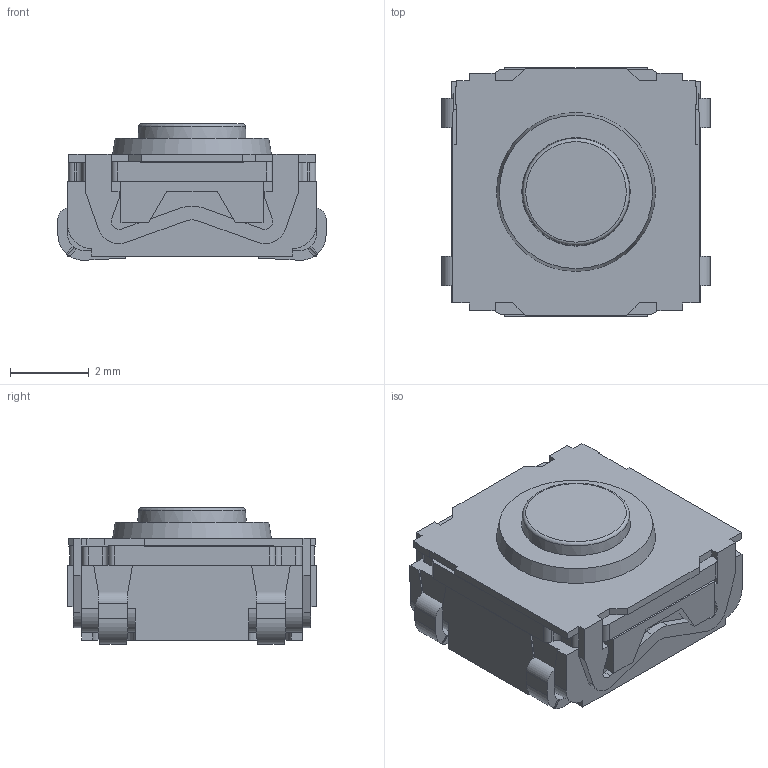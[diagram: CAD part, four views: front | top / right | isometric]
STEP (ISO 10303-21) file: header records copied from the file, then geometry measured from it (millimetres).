
FILE_DESCRIPTION(/* description */ (''),/* implementation_level */ '2;1');
FILE_NAME(/* name */ 'KSC3XXJ.step',/* time_stamp */ '2026-01-28T16:08:38+01:00',/* author */ (''),/* organization */ (''),/* preprocessor_version */ 'ST-DEVELOPER v20.1',/* originating_system */ 'Autodesk Translation Framework v14.21.0.0',/* authorisation */ '');
FILE_SCHEMA (('AUTOMOTIVE_DESIGN { 1 0 10303 214 3 1 1 }'));
Length unit declared in the file: millimetre
Products named in the file (5): KSC3XXJ; KSC3_body; KSC3_button; KSC3_cover; KSC31J_pin
Assembly tree (7 placements, depth 2):
  KSC3XXJ
    KSC3_body
    KSC3_button
    KSC3_cover
    KSC31J_pin  x4
Bounding box: 6.8 x 6.3 x 3.46 mm (x, y, z)
Volume: 101 mm3; surface area: 338.4 mm2
Topology: 7 solids, 7 shells, 275 faces, 764 edges, 505 vertices
Faces by surface type: plane 203, cylinder 65, cone 6, torus 1
Full cylindrical faces by diameter (mm): 1.5 x1
Entity records: 7328 total; most frequent: CARTESIAN_POINT 1304, ORIENTED_EDGE 1240, DIRECTION 1176, EDGE_CURVE 620, LINE 514, VECTOR 514, VERTEX_POINT 409, AXIS2_PLACEMENT_3D 331
